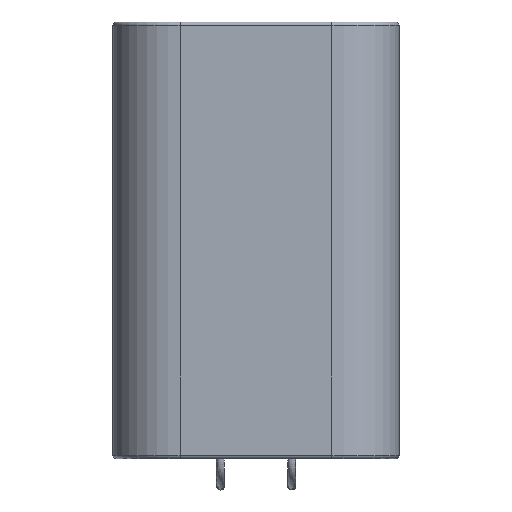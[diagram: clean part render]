
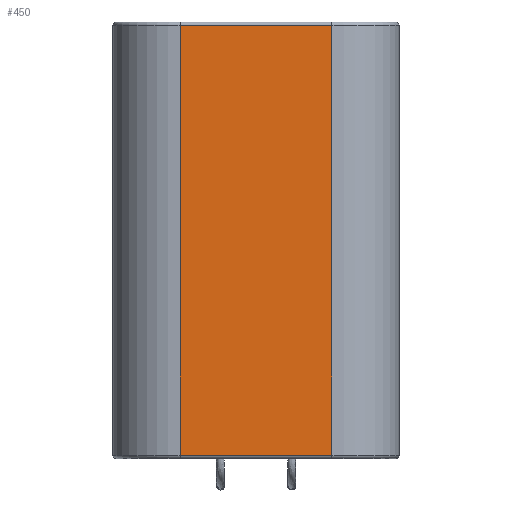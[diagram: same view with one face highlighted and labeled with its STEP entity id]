
A CAD part, top view. The second image highlights one B-rep face of the part: STEP entity #450.
In plain terms, the highlighted planar face has unit normal (0, 0, 1).
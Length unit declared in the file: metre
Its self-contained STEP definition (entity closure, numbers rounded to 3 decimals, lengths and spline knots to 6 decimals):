
#74=LINE('',#1083,#98);
#75=LINE('',#1087,#99);
#76=LINE('',#1089,#100);
#77=LINE('',#1091,#101);
#98=VECTOR('',#618,1.);
#99=VECTOR('',#623,1.);
#100=VECTOR('',#624,1.);
#101=VECTOR('',#625,1.);
#123=PLANE('',#524);
#162=ORIENTED_EDGE('',*,*,#273,.F.);
#163=ORIENTED_EDGE('',*,*,#275,.T.);
#164=ORIENTED_EDGE('',*,*,#276,.T.);
#165=ORIENTED_EDGE('',*,*,#277,.T.);
#273=EDGE_CURVE('',#330,#331,#74,.T.);
#275=EDGE_CURVE('',#330,#332,#75,.T.);
#276=EDGE_CURVE('',#332,#333,#76,.T.);
#277=EDGE_CURVE('',#333,#331,#77,.F.);
#330=VERTEX_POINT('',#1082);
#331=VERTEX_POINT('',#1084);
#332=VERTEX_POINT('',#1088);
#333=VERTEX_POINT('',#1090);
#374=EDGE_LOOP('',(#162,#163,#164,#165));
#412=FACE_BOUND('',#374,.T.);
#450=ADVANCED_FACE('',(#412),#123,.T.);
#524=AXIS2_PLACEMENT_3D('',#1086,#621,#622);
#618=DIRECTION('',(0.,-1.,0.));
#621=DIRECTION('',(0.,0.,1.));
#622=DIRECTION('',(1.,0.,0.));
#623=DIRECTION('',(-1.,0.,0.));
#624=DIRECTION('',(0.,-1.,0.));
#625=DIRECTION('',(-1.,0.,0.));
#1082=CARTESIAN_POINT('',(0.00565,0.03225,0.0055));
#1083=CARTESIAN_POINT('',(0.00565,0.0325,0.0055));
#1084=CARTESIAN_POINT('',(0.00565,0.00025,0.0055));
#1086=CARTESIAN_POINT('',(0.,0.0325,0.0055));
#1087=CARTESIAN_POINT('',(-0.00565,0.03225,0.0055));
#1088=CARTESIAN_POINT('',(-0.00565,0.03225,0.0055));
#1089=CARTESIAN_POINT('',(-0.00565,0.0325,0.0055));
#1090=CARTESIAN_POINT('',(-0.00565,0.00025,0.0055));
#1091=CARTESIAN_POINT('',(0.,0.00025,0.0055));
